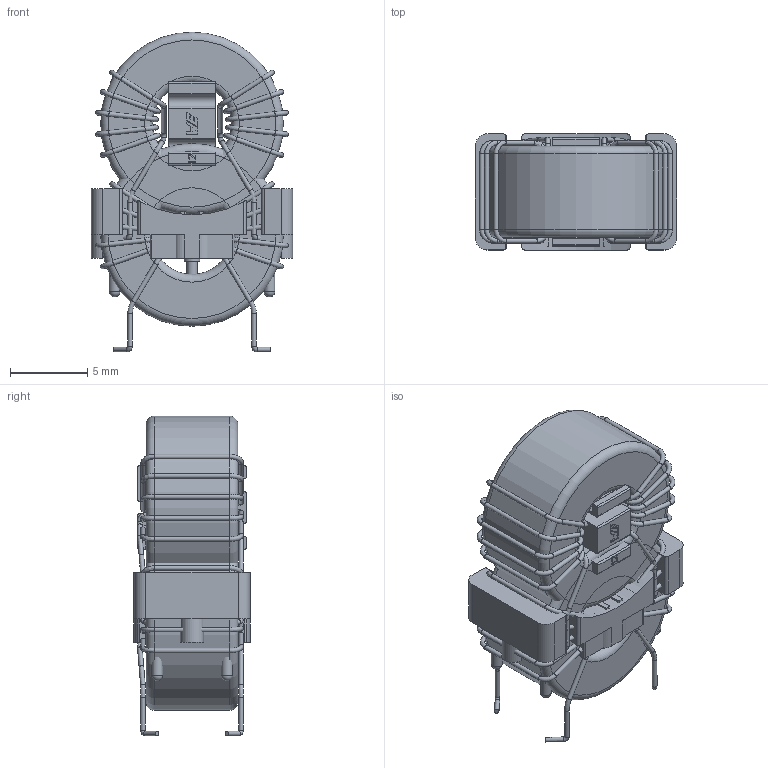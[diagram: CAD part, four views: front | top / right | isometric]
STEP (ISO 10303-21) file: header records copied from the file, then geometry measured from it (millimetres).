
FILE_DESCRIPTION( ( 'Unknown' ), '1' );
FILE_NAME( '7448012501_14x7,5x16.stp', 'Unknown', ( 'Unknown' ), ( 'Unknown' ), 'PSStep 14.0', 'Unknown', ' ' );
FILE_SCHEMA( ( 'AUTOMOTIVE_DESIGN { 1 0 10303 214 1 1 1 1 }' ) );
Length unit declared in the file: millimetre
Products named in the file (7): Assem1; turns; base plate_XS; Core_cased_XS; Pin_XS; spacer-type-xs
Bounding box: 13 x 7.5 x 20.65 mm (x, y, z)
Volume: 1652.6 mm3; surface area: 2584.4 mm2
Topology: 15 solids, 15 shells, 690 faces, 1689 edges, 1050 vertices
Faces by surface type: plane 339, cylinder 210, torus 96, bspline 40, sphere 5
Full cylindrical faces by diameter (mm): 0.3 x108, 0.7 x5, 1 x5, 5.1 x2, 11.8 x2
Entity records: 16884 total; most frequent: CARTESIAN_POINT 5262, DIRECTION 1514, ORIENTED_EDGE 1368, EDGE_CURVE 684, STYLED_ITEM 648, PRESENTATION_STYLE_ASSIGNMENT 648, COLOUR_RGB 648, AXIS2_PLACEMENT_3D 534
